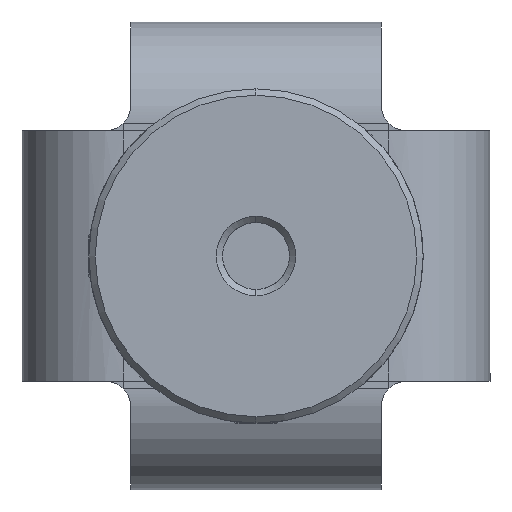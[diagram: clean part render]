
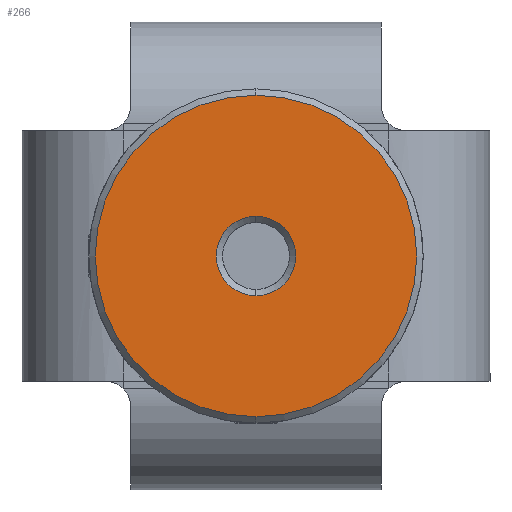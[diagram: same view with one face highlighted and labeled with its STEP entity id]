
A CAD part, left-side view. The second image highlights one B-rep face of the part: STEP entity #266.
In plain terms, the highlighted planar face has unit normal (-1, 0, 0).
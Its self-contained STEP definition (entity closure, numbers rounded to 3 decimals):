
#89 = VERTEX_POINT ( 'NONE', #881 ) ;
#90 = VERTEX_POINT ( 'NONE', #882 ) ;
#91 = VERTEX_POINT ( 'NONE', #883 ) ;
#92 = VERTEX_POINT ( 'NONE', #884 ) ;
#157 = EDGE_CURVE ( 'NONE', #90, #89, #1732, .T. ) ;
#165 = EDGE_CURVE ( 'NONE', #91, #92, #1742, .T. ) ;
#266 = ADVANCED_FACE ( 'NONE', ( #1885, #1892 ), #2975, .F. ) ;
#481 = ORIENTED_EDGE ( 'NONE', *, *, #1057, .T. ) ;
#482 = ORIENTED_EDGE ( 'NONE', *, *, #165, .T. ) ;
#483 = ORIENTED_EDGE ( 'NONE', *, *, #157, .T. ) ;
#484 = ORIENTED_EDGE ( 'NONE', *, *, #1058, .T. ) ;
#881 = CARTESIAN_POINT ( 'NONE',  ( -17., 0., -2.381 ) ) ;
#882 = CARTESIAN_POINT ( 'NONE',  ( -17., 0., 2.381 ) ) ;
#883 = CARTESIAN_POINT ( 'NONE',  ( -17., 0., 9.619 ) ) ;
#884 = CARTESIAN_POINT ( 'NONE',  ( -17., 0., -9.619 ) ) ;
#1057 = EDGE_CURVE ( 'NONE', #92, #91, #1979, .T. ) ;
#1058 = EDGE_CURVE ( 'NONE', #89, #90, #1981, .T. ) ;
#1732 = CIRCLE ( 'NONE', #2341, 2.381 ) ;
#1742 = CIRCLE ( 'NONE', #2346, 9.619 ) ;
#1885 = FACE_OUTER_BOUND ( 'NONE', #5236, .T. ) ;
#1892 = FACE_BOUND ( 'NONE', #5241, .T. ) ;
#1979 = CIRCLE ( 'NONE', #2472, 9.619 ) ;
#1981 = CIRCLE ( 'NONE', #2477, 2.381 ) ;
#2103 = CARTESIAN_POINT ( 'NONE',  ( -17., 0., 0. ) ) ;
#2104 = DIRECTION ( 'NONE',  ( 1., 0., 0. ) ) ;
#2105 = DIRECTION ( 'NONE',  ( 0., 0., -1. ) ) ;
#2138 = CARTESIAN_POINT ( 'NONE',  ( -17., 0., 0. ) ) ;
#2139 = DIRECTION ( 'NONE',  ( -1., 0., 0. ) ) ;
#2140 = DIRECTION ( 'NONE',  ( 0., 0., -1. ) ) ;
#2341 = AXIS2_PLACEMENT_3D ( 'NONE', #2103, #2104, #2105 ) ;
#2346 = AXIS2_PLACEMENT_3D ( 'NONE', #2138, #2139, #2140 ) ;
#2422 = AXIS2_PLACEMENT_3D ( 'NONE', #2974, #2977, #2978 ) ;
#2472 = AXIS2_PLACEMENT_3D ( 'NONE', #3537, #3543, #3544 ) ;
#2477 = AXIS2_PLACEMENT_3D ( 'NONE', #3533, #3546, #3547 ) ;
#2974 = CARTESIAN_POINT ( 'NONE',  ( -17., 0., 0. ) ) ;
#2975 = PLANE ( 'NONE',  #2422 ) ;
#2977 = DIRECTION ( 'NONE',  ( 1., 0., 0. ) ) ;
#2978 = DIRECTION ( 'NONE',  ( 0., 0., -1. ) ) ;
#3533 = CARTESIAN_POINT ( 'NONE',  ( -17., 0., 0. ) ) ;
#3537 = CARTESIAN_POINT ( 'NONE',  ( -17., 0., 0. ) ) ;
#3543 = DIRECTION ( 'NONE',  ( -1., 0., 0. ) ) ;
#3544 = DIRECTION ( 'NONE',  ( 0., 0., -1. ) ) ;
#3546 = DIRECTION ( 'NONE',  ( 1., 0., 0. ) ) ;
#3547 = DIRECTION ( 'NONE',  ( 0., 0., -1. ) ) ;
#5236 = EDGE_LOOP ( 'NONE', ( #481, #482 ) ) ;
#5241 = EDGE_LOOP ( 'NONE', ( #483, #484 ) ) ;
